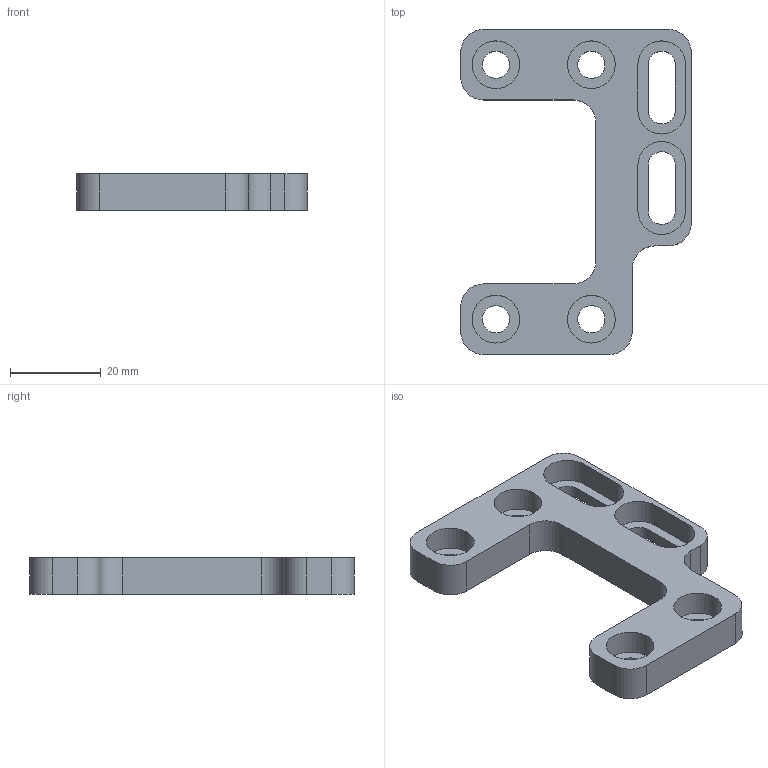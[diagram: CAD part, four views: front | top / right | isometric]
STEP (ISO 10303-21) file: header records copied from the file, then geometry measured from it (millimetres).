
FILE_DESCRIPTION(/* description */ (''),/* implementation_level */ '2;1');
FILE_NAME(/* name */ 'Z_motor_mount_ME-8111_limit_switch_mount.step',/* time_stamp */ '2021-01-05T10:44:27+02:00',/* author */ (''),/* organization */ (''),/* preprocessor_version */ 'ST-DEVELOPER v18.1',/* originating_system */ 'Autodesk Translation Framework v9.7.1.1290',/* authorisation */ '');
FILE_SCHEMA (('AUTOMOTIVE_DESIGN { 1 0 10303 214 3 1 1 }'));
Length unit declared in the file: millimetre
Products named in the file (1): limit_switch_plate
Bounding box: 50.75 x 71.5 x 8 mm (x, y, z)
Volume: 12042.7 mm3; surface area: 7547.7 mm2
Topology: 1 solids, 1 shells, 52 faces, 132 edges, 88 vertices
Faces by surface type: cylinder 26, plane 26
Full cylindrical faces by diameter (mm): 6 x4, 10.5 x4
Entity records: 1645 total; most frequent: DIRECTION 290, CARTESIAN_POINT 273, ORIENTED_EDGE 264, EDGE_CURVE 132, AXIS2_PLACEMENT_3D 105, VERTEX_POINT 88, LINE 80, VECTOR 80
